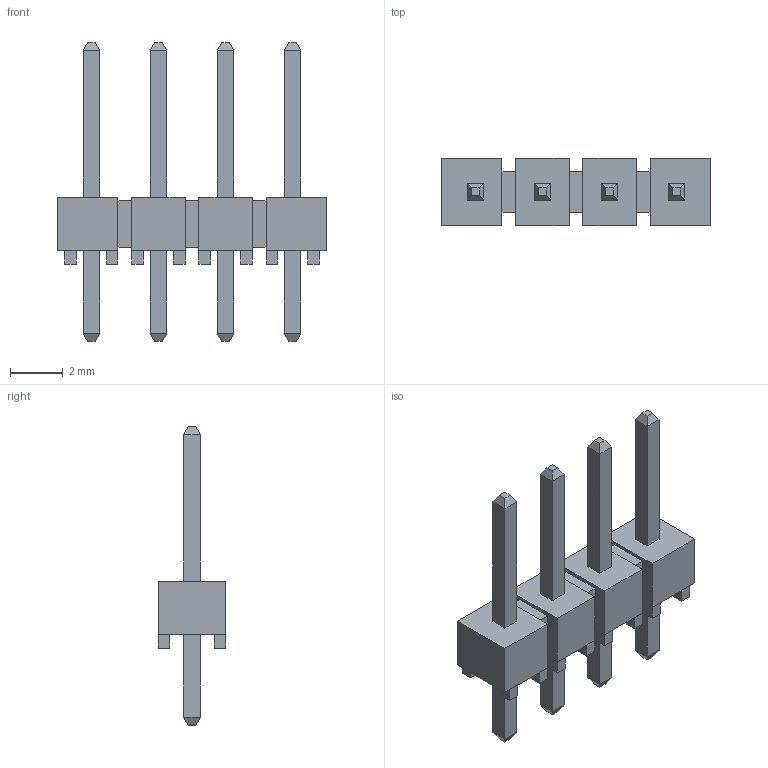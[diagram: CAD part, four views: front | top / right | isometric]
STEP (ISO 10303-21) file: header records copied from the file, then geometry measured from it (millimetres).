
FILE_DESCRIPTION((''),'2;1');
FILE_NAME('SAMTEC_TSW-104-23-L-S.stp','2012-10-10T17:43:52',(''),(''),'Mechanical Desktop 2011','Mechanical Desktop 2011',', , ');
FILE_SCHEMA(('AUTOMOTIVE_DESIGN { 1 2 10303 214 1 1 1 1 }'));
Length unit declared in the file: millimetre
Products named in the file (1): Product
Bounding box: 10.16 x 2.54 x 11.3 mm (x, y, z)
Volume: 66 mm3; surface area: 272.1 mm2
Topology: 32 solids, 32 shells, 224 faces, 456 edges, 296 vertices
Faces by surface type: plane 200, bspline 24
Entity records: 5736 total; most frequent: CARTESIAN_POINT 1049, ORIENTED_EDGE 912, DIRECTION 858, VECTOR 456, LINE 456, EDGE_CURVE 456, VERTEX_POINT 296, EDGE_LOOP 224
